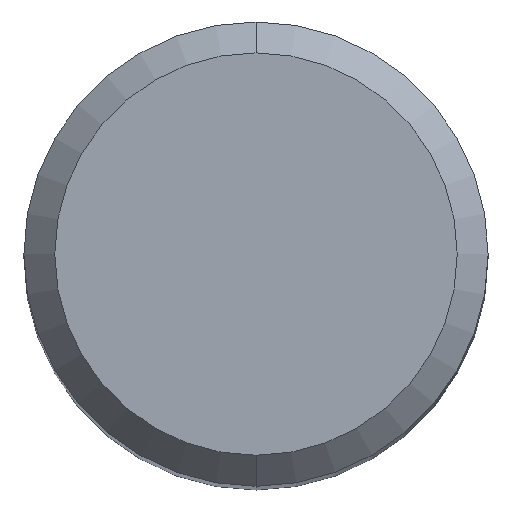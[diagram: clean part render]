
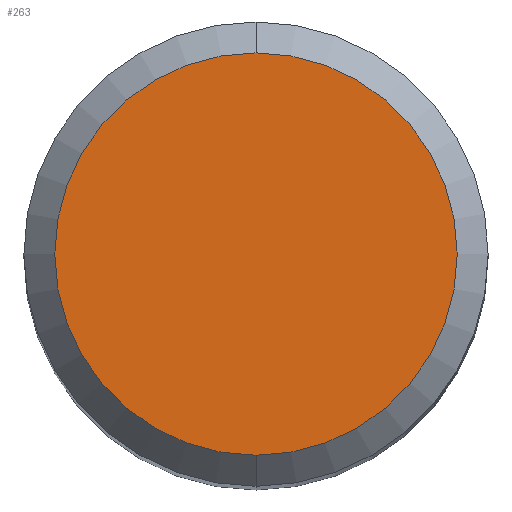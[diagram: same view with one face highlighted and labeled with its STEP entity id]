
A CAD part, top view. The second image highlights one B-rep face of the part: STEP entity #263.
In plain terms, the highlighted planar face has unit normal (0, 0, 1).
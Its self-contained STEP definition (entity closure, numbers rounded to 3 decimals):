
#263=ADVANCED_FACE('',(#627),#628,.T.);
#273=EDGE_CURVE('',#357,#467,#638,.T.);
#357=VERTEX_POINT('',#729);
#467=VERTEX_POINT('',#853);
#497=EDGE_CURVE('',#467,#357,#885,.T.);
#627=FACE_OUTER_BOUND('',#1071,.T.);
#628=PLANE('',#1072);
#638=CIRCLE('',#1085,1.95);
#729=CARTESIAN_POINT('',(0.,-1.95,0.0));
#853=CARTESIAN_POINT('',(0.0,1.95,0.0));
#885=CIRCLE('',#1553,1.95);
#1071=EDGE_LOOP('',(#1740,#1741));
#1072=AXIS2_PLACEMENT_3D('',#1742,#1743,#1744);
#1085=AXIS2_PLACEMENT_3D('',#1746,#1747,#1748);
#1553=AXIS2_PLACEMENT_3D('',#2030,#2031,#2032);
#1740=ORIENTED_EDGE('',*,*,#497,.F.);
#1741=ORIENTED_EDGE('',*,*,#273,.F.);
#1742=CARTESIAN_POINT('',(0.0,0.975,0.0));
#1743=DIRECTION('',(-0.0,0.0,1.0));
#1744=DIRECTION('',(0.0,-1.0,0.0));
#1746=CARTESIAN_POINT('',(0.0,0.0,0.0));
#1747=DIRECTION('',(0.0,0.0,-1.0));
#1748=DIRECTION('',(0.0,1.0,0.0));
#2030=CARTESIAN_POINT('',(0.0,0.0,0.0));
#2031=DIRECTION('',(0.0,0.0,-1.0));
#2032=DIRECTION('',(0.0,1.0,0.0));
